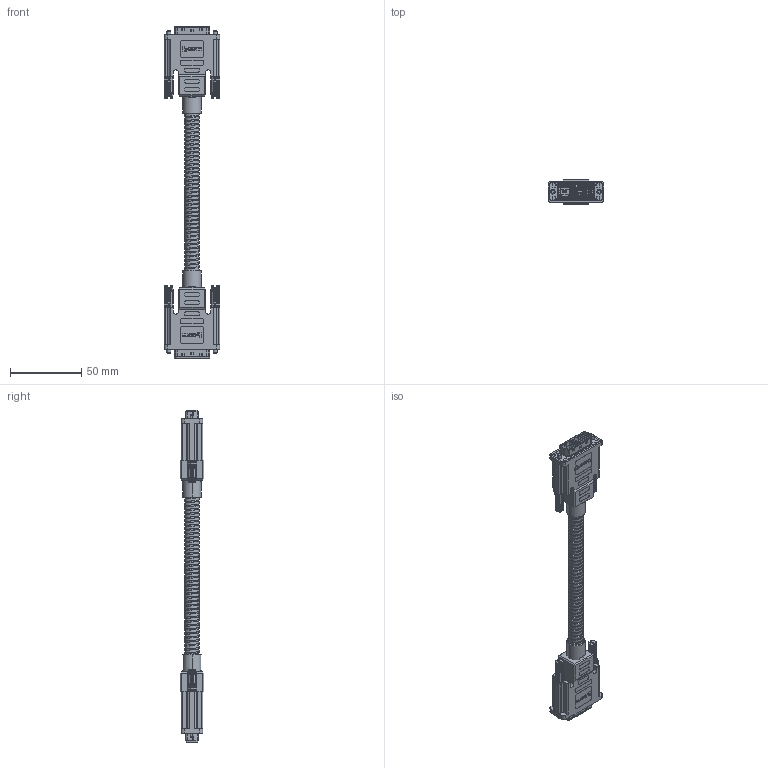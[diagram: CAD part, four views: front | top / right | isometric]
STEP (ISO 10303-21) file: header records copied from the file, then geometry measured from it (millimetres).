
FILE_DESCRIPTION (( 'STEP AP214' ), '1' );
FILE_NAME ('CTLDVISMT.STEP', '2013-07-08T17:32:38', ( 'L-Com' ), ( 'L-Com Global Connectivity' ), 'SwSTEP 2.0', 'SolidWorks 2012', '' );
FILE_SCHEMA (( 'AUTOMOTIVE_DESIGN' ));
Products named in the file (10): 1AL08-138; MTN-782_MALE SL; 1AJ02-035___; 1AJ09-093; MTN-780___; 1AM07-031___; MTN-285___; 1AH01-007___; 3AC13-XXX(OD10xID8mm metal armor); CTLDVISMT
Assembly tree (15 placements, depth 3):
  CTLDVISMT
    3AC13-XXX(OD10xID8mm metal armor)
    MTN-782_MALE SL  x2
      1AH01-007___
      MTN-285___
      1AM07-031___
      MTN-780___
      1AJ09-093
      1AJ02-035___
    1AL08-138
    1AJ02-035___  x4
Bounding box: 39.09 x 16.6 x 232.72 mm (x, y, z)
Volume: 50954 mm3; surface area: 63505.3 mm2
Topology: 58 solids, 58 shells, 5373 faces, 13481 edges, 8550 vertices
Faces by surface type: plane 3323, cylinder 1111, bspline 697, torus 150, cone 92
Entity records: 83630 total; most frequent: CARTESIAN_POINT 26452, ORIENTED_EDGE 12136, DIRECTION 10938, EDGE_CURVE 6068, LINE 4642, VECTOR 4642, VERTEX_POINT 3882, AXIS2_PLACEMENT_3D 3148
